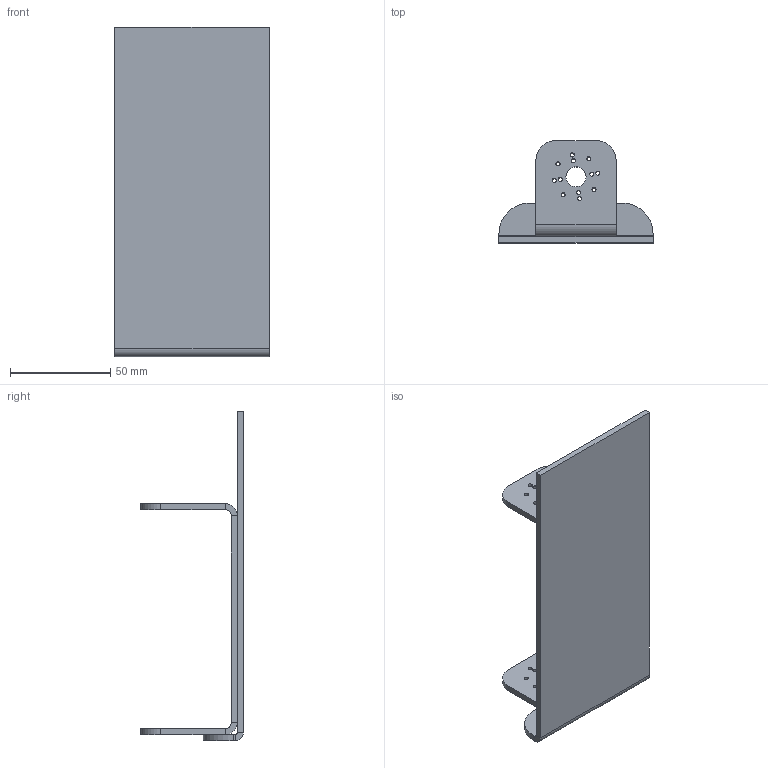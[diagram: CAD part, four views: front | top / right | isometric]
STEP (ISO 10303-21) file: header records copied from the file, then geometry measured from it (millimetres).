
FILE_DESCRIPTION (( 'STEP AP203' ), '1' );
FILE_NAME ('right_ankle_twist_part_Default_sldprt.STEP', '2018-08-27T14:13:28', ( '' ), ( '' ), 'SwSTEP 2.0', 'SolidWorks 2018', '' );
FILE_SCHEMA (( 'CONFIG_CONTROL_DESIGN' ));
Length unit declared in the file: millimetre
Products named in the file (1): right_ankle_twist_part_Default_sldprt
Bounding box: 76.69 x 51 x 164.1 mm (x, y, z)
Volume: 63986.6 mm3; surface area: 46455.8 mm2
Topology: 2 solids, 2 shells, 112 faces, 300 edges, 192 vertices
Faces by surface type: cylinder 82, plane 30
Entity records: 3771 total; most frequent: DIRECTION 690, CARTESIAN_POINT 605, ORIENTED_EDGE 600, EDGE_CURVE 300, AXIS2_PLACEMENT_3D 277, VERTEX_POINT 192, EDGE_LOOP 182, CIRCLE 164
